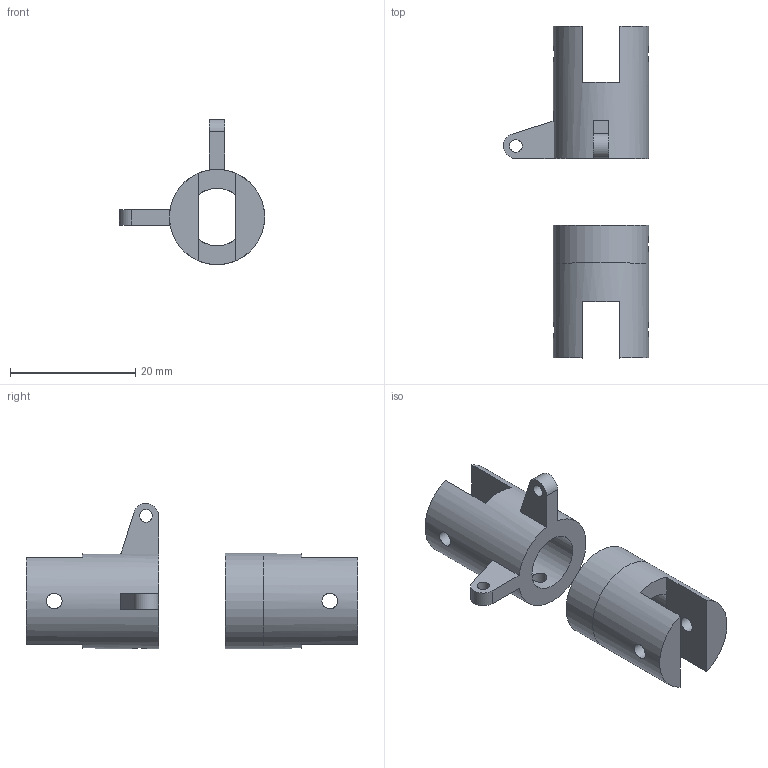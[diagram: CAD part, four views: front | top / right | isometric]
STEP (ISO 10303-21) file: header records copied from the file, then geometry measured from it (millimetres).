
FILE_DESCRIPTION(/* description */ (''),/* implementation_level */ '2;1');
FILE_NAME(/* name */ 'Raven Neck v7.step',/* time_stamp */ '2021-06-23T00:41:53-07:00',/* author */ (''),/* organization */ (''),/* preprocessor_version */ 'ST-DEVELOPER v18.1',/* originating_system */ 'Autodesk Translation Framework v10.9.0.1377',/* authorisation */ '');
FILE_SCHEMA (('AUTOMOTIVE_DESIGN { 1 0 10303 214 3 1 1 }'));
Length unit declared in the file: millimetre
Products named in the file (3): Raven Neck; Collar Joint Adapter; Neck Joint Adapter
Assembly tree (2 placements, depth 2):
  Raven Neck
    Collar Joint Adapter
    Neck Joint Adapter
Bounding box: 23.2 x 53 x 23.2 mm (x, y, z)
Volume: 4510.8 mm3; surface area: 4117.4 mm2
Topology: 3 solids, 3 shells, 45 faces, 123 edges, 80 vertices
Faces by surface type: plane 29, cylinder 16
Full cylindrical faces by diameter (mm): 2 x2, 2.5 x6, 9.2 x3, 15.2 x3
Entity records: 1802 total; most frequent: CARTESIAN_POINT 529, DIRECTION 250, ORIENTED_EDGE 246, EDGE_CURVE 123, AXIS2_PLACEMENT_3D 95, VERTEX_POINT 80, EDGE_LOOP 63, LINE 60
